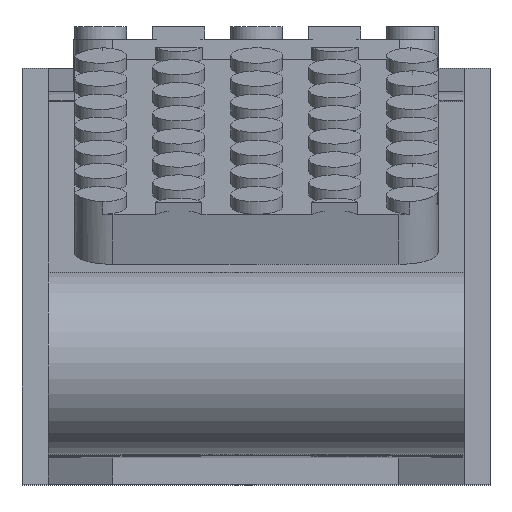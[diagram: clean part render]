
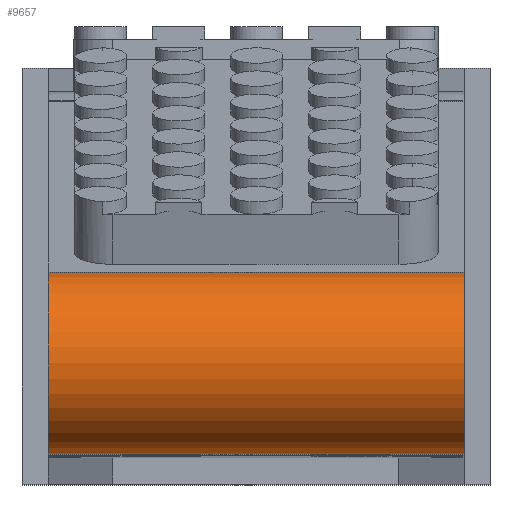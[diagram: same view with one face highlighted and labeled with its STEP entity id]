
A CAD part, top view. The second image highlights one B-rep face of the part: STEP entity #9657.
In plain terms, the highlighted cylindrical face has radius 3.5 mm (diameter 7 mm), a partial arc.
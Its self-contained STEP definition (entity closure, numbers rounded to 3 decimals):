
#925=FACE_OUTER_BOUND('',#1531,.T.);
#1531=EDGE_LOOP('',(#8093,#8094,#8095,#8096));
#2384=LINE('',#20252,#3108);
#2462=LINE('',#21711,#3186);
#3108=VECTOR('',#12007,10.);
#3186=VECTOR('',#12229,10.);
#3685=CIRCLE('',#10445,3.5);
#3686=CIRCLE('',#10448,3.5);
#4406=VERTEX_POINT('',#20249);
#4407=VERTEX_POINT('',#20251);
#4508=VERTEX_POINT('',#21677);
#4511=VERTEX_POINT('',#21709);
#5593=EDGE_CURVE('',#4407,#4406,#2384,.T.);
#5747=EDGE_CURVE('',#4508,#4406,#3685,.T.);
#5752=EDGE_CURVE('',#4508,#4511,#2462,.T.);
#5758=EDGE_CURVE('',#4407,#4511,#3686,.T.);
#8093=ORIENTED_EDGE('',*,*,#5593,.T.);
#8094=ORIENTED_EDGE('',*,*,#5747,.F.);
#8095=ORIENTED_EDGE('',*,*,#5752,.T.);
#8096=ORIENTED_EDGE('',*,*,#5758,.F.);
#9239=CYLINDRICAL_SURFACE('',#10460,3.5);
#9657=ADVANCED_FACE('',(#925),#9239,.T.);
#10445=AXIS2_PLACEMENT_3D('',#21679,#12224,#12225);
#10448=AXIS2_PLACEMENT_3D('',#21769,#12233,#12234);
#10460=AXIS2_PLACEMENT_3D('',#22036,#12267,#12268);
#12007=DIRECTION('',(1.,0.,0.));
#12224=DIRECTION('center_axis',(1.,0.,0.));
#12225=DIRECTION('ref_axis',(0.,1.,0.));
#12229=DIRECTION('',(-1.,0.,0.));
#12233=DIRECTION('center_axis',(-1.,0.,0.));
#12234=DIRECTION('ref_axis',(0.,1.,0.));
#12267=DIRECTION('center_axis',(1.,0.,0.));
#12268=DIRECTION('ref_axis',(0.,1.,0.));
#20249=CARTESIAN_POINT('',(8.,-7.,108.));
#20251=CARTESIAN_POINT('',(-8.,-7.,108.));
#20252=CARTESIAN_POINT('',(0.,-7.,108.));
#21677=CARTESIAN_POINT('',(8.,0.,108.));
#21679=CARTESIAN_POINT('Origin',(8.,-3.5,108.));
#21709=CARTESIAN_POINT('',(-8.,0.,108.));
#21711=CARTESIAN_POINT('',(0.,0.,108.));
#21769=CARTESIAN_POINT('Origin',(-8.,-3.5,108.));
#22036=CARTESIAN_POINT('Origin',(0.,-3.5,108.));
